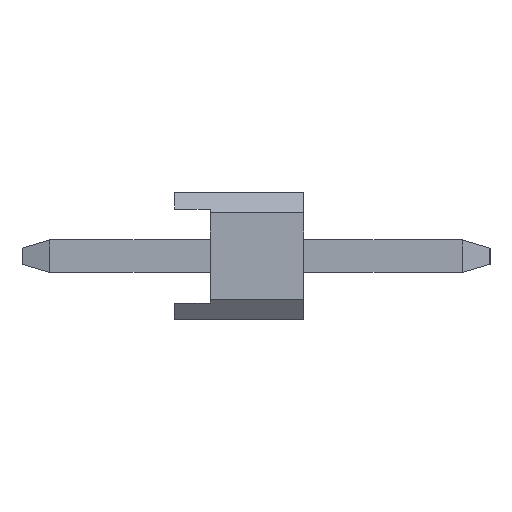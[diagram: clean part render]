
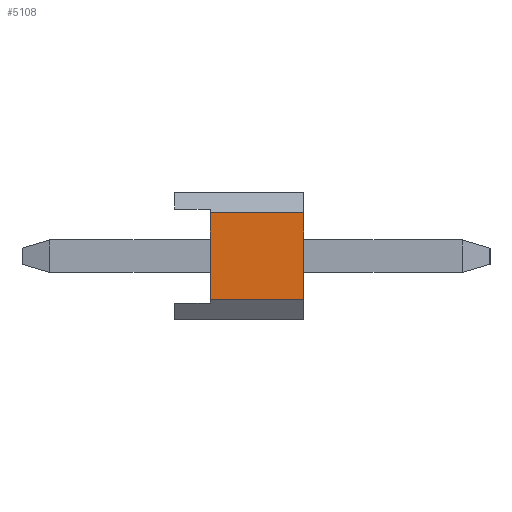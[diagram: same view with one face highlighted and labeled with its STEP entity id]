
A CAD part, left-side view. The second image highlights one B-rep face of the part: STEP entity #5108.
In plain terms, the highlighted planar face has unit normal (-1, 0, 0).
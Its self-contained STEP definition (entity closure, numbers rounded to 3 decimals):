
#3594=VERTEX_POINT('',#10391);
#5058=EDGE_CURVE('',#7486,#3594,#12006,.T.);
#5108=ADVANCED_FACE('',(#12060),#12061,.T.);
#5754=VERTEX_POINT('',#12762);
#6810=EDGE_CURVE('',#8908,#3594,#13911,.T.);
#7486=VERTEX_POINT('',#14656);
#7902=EDGE_CURVE('',#5754,#7486,#15110,.T.);
#8908=VERTEX_POINT('',#16215);
#9962=EDGE_CURVE('',#8908,#5754,#17397,.T.);
#10391=CARTESIAN_POINT('',(-27.84,-2.54,0.851));
#12006=LINE('',#20280,#20281);
#12060=FACE_OUTER_BOUND('',#20357,.T.);
#12061=PLANE('',#20358);
#12762=CARTESIAN_POINT('',(-27.84,-0.7,-0.851));
#13911=LINE('',#23049,#23050);
#14656=CARTESIAN_POINT('',(-27.84,-2.54,-0.851));
#15110=LINE('',#24804,#24805);
#16215=CARTESIAN_POINT('',(-27.84,-0.7,0.851));
#17397=LINE('',#28095,#28096);
#20280=CARTESIAN_POINT('',(-27.84,-2.54,0.851));
#20281=VECTOR('',#30277,1.0);
#20357=EDGE_LOOP('',(#30322,#30323,#30324,#30325));
#20358=AXIS2_PLACEMENT_3D('',#30326,#30327,#30328);
#23049=CARTESIAN_POINT('',(-27.84,0.,0.851));
#23050=VECTOR('',#31981,1.0);
#24804=CARTESIAN_POINT('',(-27.84,0.,-0.851));
#24805=VECTOR('',#33139,1.0);
#28095=CARTESIAN_POINT('',(-27.84,-0.7,-0.426));
#28096=VECTOR('',#35603,1.0);
#30277=DIRECTION('',(0.0,0.,1.0));
#30322=ORIENTED_EDGE('',*,*,#9962,.T.);
#30323=ORIENTED_EDGE('',*,*,#7902,.T.);
#30324=ORIENTED_EDGE('',*,*,#5058,.T.);
#30325=ORIENTED_EDGE('',*,*,#6810,.F.);
#30326=CARTESIAN_POINT('',(-27.84,0.,-0.851));
#30327=DIRECTION('',(-1.0,0.0,0.0));
#30328=DIRECTION('',(0.0,0.,-1.0));
#31981=DIRECTION('',(0.0,-1.0,0.));
#33139=DIRECTION('',(0.0,-1.0,0.));
#35603=DIRECTION('',(0.0,0.,-1.0));
